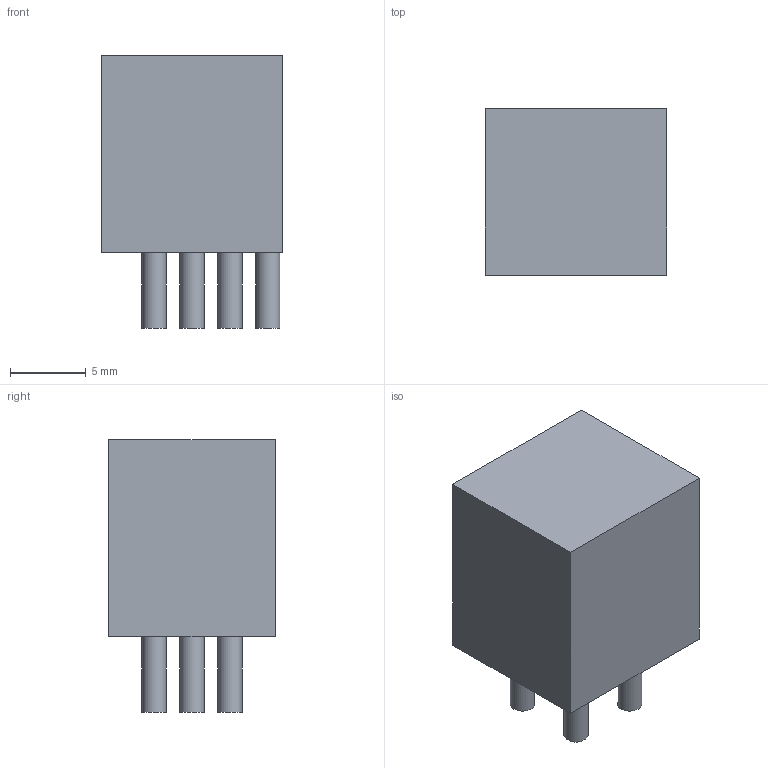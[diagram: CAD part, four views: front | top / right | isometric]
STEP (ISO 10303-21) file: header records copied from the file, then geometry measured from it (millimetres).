
FILE_DESCRIPTION(('FreeCAD Model'),'2;1');
FILE_NAME('BNX002-01.step', '2020-04-04T20:24:23',('Author'),(''), 'Open CASCADE STEP processor 7.3','FreeCAD','Unknown');
FILE_SCHEMA(('AUTOMOTIVE_DESIGN { 1 0 10303 214 1 1 1 1 }'));
Length unit declared in the file: millimetre
Products named in the file (8): Body; PSG; CB; B; CG2; CG1; CG3; Extrude003
Bounding box: 12 x 11 x 18 mm (x, y, z)
Volume: 1786.4 mm3; surface area: 1066.1 mm2
Topology: 8 solids, 8 shells, 27 faces, 33 edges, 22 vertices
Faces by surface type: plane 20, cylinder 7
Full cylindrical faces by diameter (mm): 1.6 x7
Entity records: 689 total; most frequent: DIRECTION 103, CARTESIAN_POINT 83, ORIENTED_EDGE 66, AXIS2_PLACEMENT_3D 42, EDGE_CURVE 33, ADVANCED_FACE 27, FACE_BOUND 27, EDGE_LOOP 27
